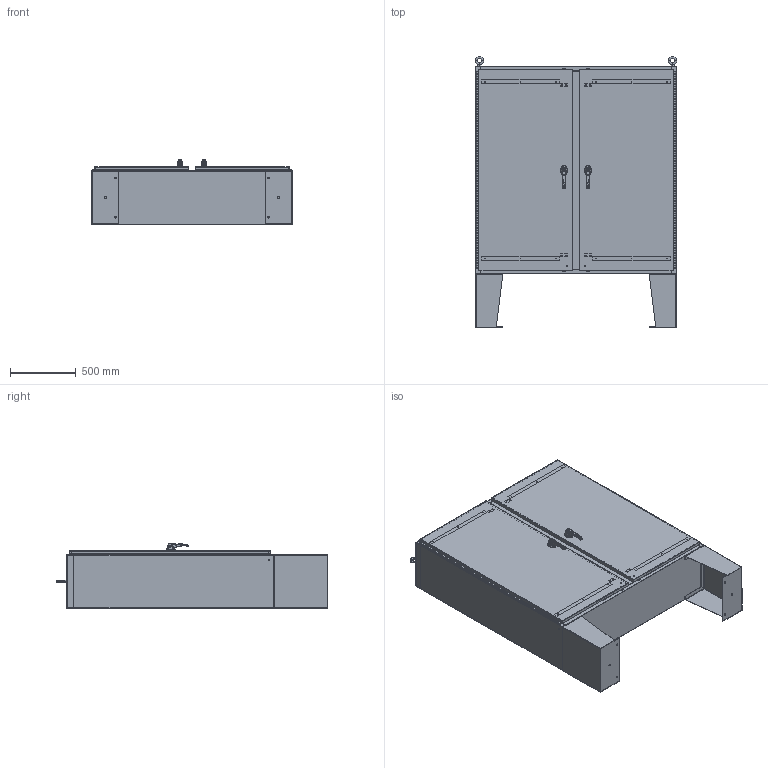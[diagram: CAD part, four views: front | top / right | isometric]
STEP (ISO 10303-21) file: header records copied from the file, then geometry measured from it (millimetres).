
FILE_DESCRIPTION (( 'STEP AP203' ), '1' );
FILE_NAME ('N62H6016SSWPLS3PT.STEP', '2014-04-04T20:07:32', ( 'changeme' ), ( 'Microsoft' ), 'SwSTEP 2.0', 'SolidWorks 2013', '' );
FILE_SCHEMA (( 'CONFIG_CONTROL_DESIGN' ));
Length unit declared in the file: inch
Products named in the file (37): N62H6016SSWPLS3PT Defeater Handle Stiffener_DD; N62H6016SSWPLS3PT Right Cover; 263033_Industrilas; g26103103_26163303; 10_30 CD Stud; N62H6016SSWPLS3PT Center Post; N62H6016SSWPLS3PT FSD_DD - LSK - Stand; 033060_032151; Defeater Handle - 3 - 2500-51 ZN; HW-EYE-NH-20425_3014T52; N62H6016SSWPLS3PT FSD_DD-LSK - Base; 297025; NMP-SS-RODGUIDES_unfolded_DefaultSM-FLAT-PATTERN; N62H6016SSWPLS3PT Eye-Bolt_Stiffener; N62H6016SSWPLS3PT DD_Leg Kit; 012103_012102; N62H6016SSWPLS3PT DD Defeater Handle Rod; N62H6016SSWPLS3PT Enclosure Stiffener 14 GA; N62H6016SSWPLS3PT Body; N62H6016SSWPLS3PT Backpanel; 00005309_G26103101; 26161102; N62H6016SSWPLS3PT Hinge Enclosure Side DoubleDoor; N62H6016SSWPLS3PT Bottom; Mounting Studs; 2616310101; 297026; N62H6016SSWPLS3PT Hinge Cover Side DoubleDoor; N62H6016SSWPLS3PT Top; Quarter-20 CD Stud; 00005310_26163101; 21130102; N62H6016SSWPLS3PT Hinge_DoubleDoor; N62H6016SSWPLS3PT Left Cover; N62H6016SSWPLS3PT; 022151; 00005090
Assembly tree (75 placements, depth 4):
  N62H6016SSWPLS3PT
    N62H6016SSWPLS3PT Body
    N62H6016SSWPLS3PT Bottom
    N62H6016SSWPLS3PT Top
    N62H6016SSWPLS3PT Left Cover
    N62H6016SSWPLS3PT Right Cover
    N62H6016SSWPLS3PT Center Post
    HW-EYE-NH-20425_3014T52  x2
    N62H6016SSWPLS3PT Eye-Bolt_Stiffener  x2
    N62H6016SSWPLS3PT Enclosure Stiffener 14 GA  x3
    N62H6016SSWPLS3PT Hinge_DoubleDoor  x2
      N62H6016SSWPLS3PT Hinge Enclosure Side DoubleDoor
      N62H6016SSWPLS3PT Hinge Cover Side DoubleDoor
    N62H6016SSWPLS3PT Defeater Handle Stiffener_DD  x4
    10_30 CD Stud  x12
    Defeater Handle - 3 - 2500-51 ZN  x2
    NMP-SS-RODGUIDES_unfolded_DefaultSM-FLAT-PATTERN  x4
    N62H6016SSWPLS3PT DD Defeater Handle Rod  x4
    263033_Industrilas  x2
      26161102
      297026
      21130102
      00005090
      g26103103_26163303
      033060_032151
      297025
      012103_012102
      00005310_26163101
        00005309_G26103101
        2616310101
      022151
    N62H6016SSWPLS3PT DD_Leg Kit  x2
      N62H6016SSWPLS3PT FSD_DD - LSK - Stand
      N62H6016SSWPLS3PT FSD_DD-LSK - Base
    N62H6016SSWPLS3PT Backpanel
    Mounting Studs  x8
    Quarter-20 CD Stud  x4
Bounding box: 1529.73 x 2057.4 x 490.4 mm (x, y, z)
Volume: 25180878.5 mm3; surface area: 24020127.8 mm2
Topology: 82 solids, 86 shells, 7016 faces, 17622 edges, 10828 vertices
Faces by surface type: plane 2786, cylinder 2770, bspline 694, cone 650, torus 116
Entity records: 152190 total; most frequent: CARTESIAN_POINT 66010, ORIENTED_EDGE 17444, DIRECTION 16359, EDGE_CURVE 8723, AXIS2_PLACEMENT_3D 5898, VERTEX_POINT 5356, LINE 4563, VECTOR 4563
